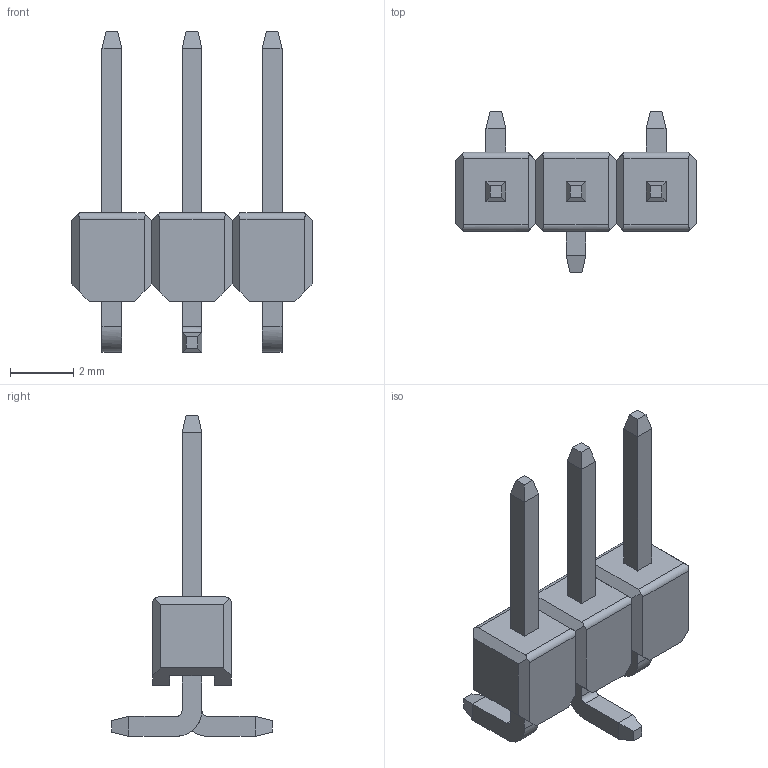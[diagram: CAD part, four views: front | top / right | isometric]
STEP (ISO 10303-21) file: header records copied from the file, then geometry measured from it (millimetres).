
FILE_DESCRIPTION (( 'STEP AP214' ), '1' );
FILE_NAME ('User Library-header1x3 1241150-3.STEP', '2016-02-16T12:04:30', ( 'Windows User' ), ( '' ), 'SwSTEP 2.0', 'SolidWorks 2016', '' );
FILE_SCHEMA (( 'AUTOMOTIVE_DESIGN' ));
Length unit declared in the file: millimetre
Products named in the file (1): User Library-header1x3 1241150-3
Bounding box: 7.62 x 5.08 x 10.16 mm (x, y, z)
Surface area: 204 mm2 (no closed solid volume)
Topology: 0 solids, 15 shells, 177 faces, 459 edges, 306 vertices
Faces by surface type: plane 134, bspline 31, cylinder 12
Entity records: 8540 total; most frequent: CARTESIAN_POINT 2585, ORIENTED_EDGE 870, DIRECTION 626, EDGE_CURVE 459, LINE 320, VECTOR 320, VERTEX_POINT 306, EDGE_LOOP 189
